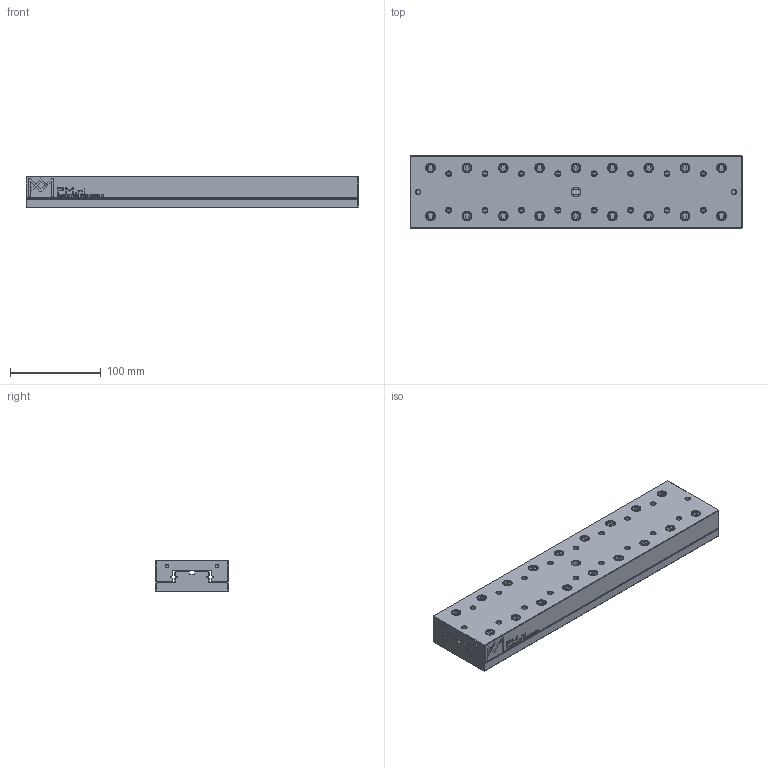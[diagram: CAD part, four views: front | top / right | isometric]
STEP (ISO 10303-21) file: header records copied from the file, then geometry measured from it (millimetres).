
FILE_DESCRIPTION(/* description */ (''),/* implementation_level */ '2;1');
FILE_NAME(/* name */ 'RTA-4360_stp.stp',/* time_stamp */ '2024-09-19T13:42:10+02:00',/* author */ (''),/* organization */ (''),/* preprocessor_version */ 'ST-DEVELOPER v16.7',/* originating_system */ 'SIEMENS PLM Software NX 12.0',/* authorisation */ '');
FILE_SCHEMA (('AUTOMOTIVE_DESIGN { 1 0 10303 214 3 1 1 1 }'));
Length unit declared in the file: millimetre
Products named in the file (1): RTA-4360_stp
Bounding box: 365 x 80 x 35 mm (x, y, z)
Volume: 962217.2 mm3; surface area: 188631.5 mm2
Topology: 2 solids, 2 shells, 1401 faces, 3405 edges, 2194 vertices
Faces by surface type: plane 954, bspline 180, cone 139, cylinder 128
Full cylindrical faces by diameter (mm): 3 x4, 5 x27, 5.5 x10, 8.5 x36, 9.5 x1, 10 x44
Entity records: 43915 total; most frequent: CARTESIAN_POINT 9154, ORIENTED_EDGE 6218, DIRECTION 5600, EDGE_CURVE 3109, LINE 2342, VECTOR 2342, VERTEX_POINT 2159, EDGE_LOOP 1898
